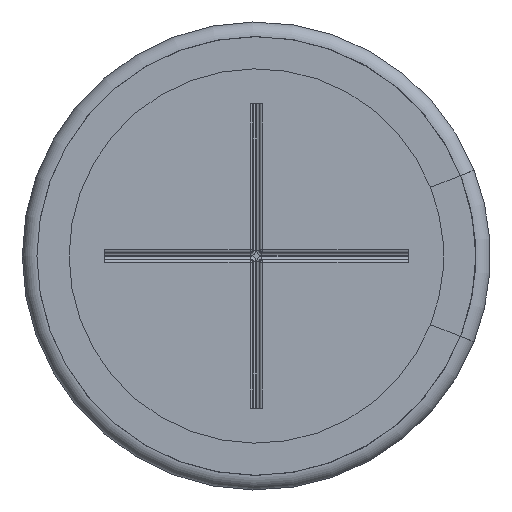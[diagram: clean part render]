
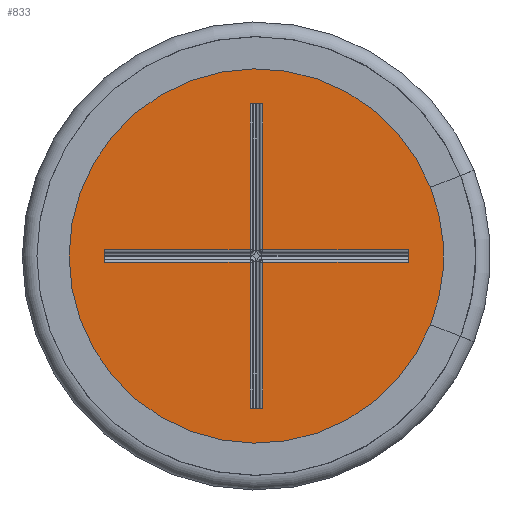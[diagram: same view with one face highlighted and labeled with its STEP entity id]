
A CAD part, front view. The second image highlights one B-rep face of the part: STEP entity #833.
In plain terms, the highlighted planar face has unit normal (0, -1, 0).
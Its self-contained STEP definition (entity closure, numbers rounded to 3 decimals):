
#144=FACE_BOUND('',#1119,.T.);
#145=FACE_BOUND('',#1120,.T.);
#833=ADVANCED_FACE('',(#144,#145),#949,.T.);
#949=PLANE('',#2867);
#1119=EDGE_LOOP('',(#1613));
#1120=EDGE_LOOP('',(#1614,#1615,#1616,#1617,#1618,#1619,#1620,#1621,#1622,
#1623,#1624,#1625));
#1263=LINE('',#3987,#1387);
#1264=LINE('',#3990,#1388);
#1265=LINE('',#3992,#1389);
#1266=LINE('',#3994,#1390);
#1267=LINE('',#3996,#1391);
#1268=LINE('',#3998,#1392);
#1269=LINE('',#4000,#1393);
#1270=LINE('',#4002,#1394);
#1271=LINE('',#4004,#1395);
#1272=LINE('',#4006,#1396);
#1273=LINE('',#4008,#1397);
#1274=LINE('',#4010,#1398);
#1387=VECTOR('',#3262,1.);
#1388=VECTOR('',#3263,1.);
#1389=VECTOR('',#3264,1.);
#1390=VECTOR('',#3265,1.);
#1391=VECTOR('',#3266,1.);
#1392=VECTOR('',#3267,1.);
#1393=VECTOR('',#3268,1.);
#1394=VECTOR('',#3269,1.);
#1395=VECTOR('',#3270,1.);
#1396=VECTOR('',#3271,1.);
#1397=VECTOR('',#3272,1.);
#1398=VECTOR('',#3273,1.);
#1613=ORIENTED_EDGE('',*,*,#2377,.T.);
#1614=ORIENTED_EDGE('',*,*,#2378,.T.);
#1615=ORIENTED_EDGE('',*,*,#2379,.T.);
#1616=ORIENTED_EDGE('',*,*,#2380,.T.);
#1617=ORIENTED_EDGE('',*,*,#2381,.T.);
#1618=ORIENTED_EDGE('',*,*,#2382,.F.);
#1619=ORIENTED_EDGE('',*,*,#2383,.T.);
#1620=ORIENTED_EDGE('',*,*,#2384,.T.);
#1621=ORIENTED_EDGE('',*,*,#2385,.F.);
#1622=ORIENTED_EDGE('',*,*,#2386,.T.);
#1623=ORIENTED_EDGE('',*,*,#2387,.T.);
#1624=ORIENTED_EDGE('',*,*,#2388,.T.);
#1625=ORIENTED_EDGE('',*,*,#2389,.T.);
#2157=VERTEX_POINT('',#3986);
#2158=VERTEX_POINT('',#3988);
#2159=VERTEX_POINT('',#3989);
#2160=VERTEX_POINT('',#3991);
#2161=VERTEX_POINT('',#3993);
#2162=VERTEX_POINT('',#3995);
#2163=VERTEX_POINT('',#3997);
#2164=VERTEX_POINT('',#3999);
#2165=VERTEX_POINT('',#4001);
#2166=VERTEX_POINT('',#4003);
#2167=VERTEX_POINT('',#4005);
#2168=VERTEX_POINT('',#4007);
#2169=VERTEX_POINT('',#4009);
#2377=EDGE_CURVE('',#2157,#2157,#2669,.T.);
#2378=EDGE_CURVE('',#2158,#2159,#1263,.T.);
#2379=EDGE_CURVE('',#2159,#2160,#1264,.T.);
#2380=EDGE_CURVE('',#2160,#2161,#1265,.T.);
#2381=EDGE_CURVE('',#2161,#2162,#1266,.T.);
#2382=EDGE_CURVE('',#2163,#2162,#1267,.T.);
#2383=EDGE_CURVE('',#2163,#2164,#1268,.T.);
#2384=EDGE_CURVE('',#2164,#2165,#1269,.T.);
#2385=EDGE_CURVE('',#2166,#2165,#1270,.T.);
#2386=EDGE_CURVE('',#2166,#2167,#1271,.T.);
#2387=EDGE_CURVE('',#2167,#2168,#1272,.T.);
#2388=EDGE_CURVE('',#2168,#2169,#1273,.T.);
#2389=EDGE_CURVE('',#2169,#2158,#1274,.T.);
#2669=CIRCLE('',#2866,7.5);
#2866=AXIS2_PLACEMENT_3D('',#3985,#3260,#3261);
#2867=AXIS2_PLACEMENT_3D('',#4011,#3274,#3275);
#3260=DIRECTION('',(0.,-1.,0.));
#3261=DIRECTION('',(0.,0.,-1.));
#3262=DIRECTION('',(-1.,0.,0.));
#3263=DIRECTION('',(0.,0.,1.));
#3264=DIRECTION('',(1.,0.,0.));
#3265=DIRECTION('',(0.,0.,1.));
#3266=DIRECTION('',(-1.,0.,0.));
#3267=DIRECTION('',(0.,0.,-1.));
#3268=DIRECTION('',(1.,0.,0.));
#3269=DIRECTION('',(0.,0.,1.));
#3270=DIRECTION('',(-1.,0.,0.));
#3271=DIRECTION('',(0.,0.,-1.));
#3272=DIRECTION('',(-1.,0.,0.));
#3273=DIRECTION('',(0.,0.,1.));
#3274=DIRECTION('',(0.,-1.,0.));
#3275=DIRECTION('',(0.,0.,-1.));
#3985=CARTESIAN_POINT('',(0.,0.1,0.));
#3986=CARTESIAN_POINT('',(0.,0.1,-7.5));
#3987=CARTESIAN_POINT('',(-5.2,0.1,-0.212));
#3988=CARTESIAN_POINT('',(-0.212,0.1,-0.212));
#3989=CARTESIAN_POINT('',(-5.2,0.1,-0.212));
#3990=CARTESIAN_POINT('',(-5.2,0.1,-0.15));
#3991=CARTESIAN_POINT('',(-5.2,0.1,0.212));
#3992=CARTESIAN_POINT('',(-0.15,0.1,0.212));
#3993=CARTESIAN_POINT('',(-0.212,0.1,0.212));
#3994=CARTESIAN_POINT('',(-0.212,0.1,5.2));
#3995=CARTESIAN_POINT('',(-0.212,0.1,5.2));
#3996=CARTESIAN_POINT('',(0.15,0.1,5.2));
#3997=CARTESIAN_POINT('',(0.212,0.1,5.2));
#3998=CARTESIAN_POINT('',(0.212,0.1,0.15));
#3999=CARTESIAN_POINT('',(0.212,0.1,0.212));
#4000=CARTESIAN_POINT('',(5.2,0.1,0.212));
#4001=CARTESIAN_POINT('',(5.2,0.1,0.212));
#4002=CARTESIAN_POINT('',(5.2,0.1,-0.15));
#4003=CARTESIAN_POINT('',(5.2,0.1,-0.212));
#4004=CARTESIAN_POINT('',(0.15,0.1,-0.212));
#4005=CARTESIAN_POINT('',(0.212,0.1,-0.212));
#4006=CARTESIAN_POINT('',(0.212,0.1,-5.2));
#4007=CARTESIAN_POINT('',(0.212,0.1,-5.2));
#4008=CARTESIAN_POINT('',(0.15,0.1,-5.2));
#4009=CARTESIAN_POINT('',(-0.212,0.1,-5.2));
#4010=CARTESIAN_POINT('',(-0.212,0.1,-0.15));
#4011=CARTESIAN_POINT('',(0.,0.1,0.));
